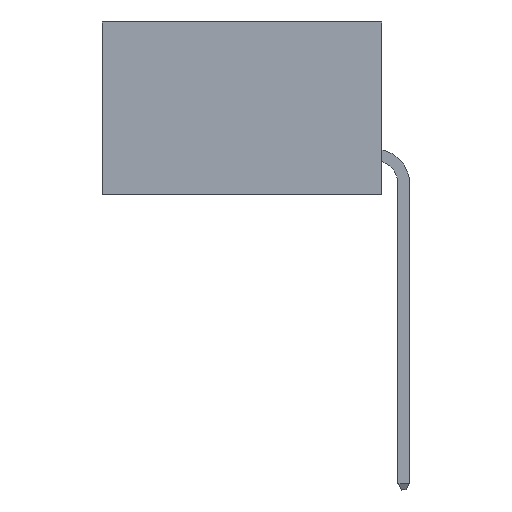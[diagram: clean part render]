
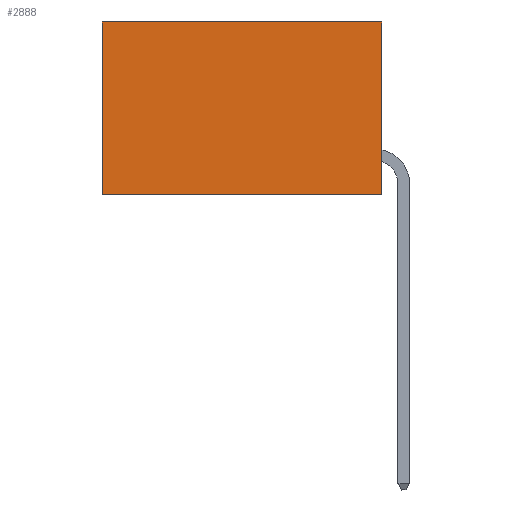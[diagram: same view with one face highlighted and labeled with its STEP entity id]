
A CAD part, left-side view. The second image highlights one B-rep face of the part: STEP entity #2888.
In plain terms, the highlighted planar face has unit normal (-1, 0, 0).
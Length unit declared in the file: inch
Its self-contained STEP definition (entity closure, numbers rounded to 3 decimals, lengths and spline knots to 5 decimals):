
#1197 = VERTEX_POINT ( 'NONE', #24469 ) ;
#2065 = EDGE_CURVE ( 'NONE', #37031, #7310, #3324, .T. ) ;
#2537 = VECTOR ( 'NONE', #36962, 39.37008 ) ;
#2888 = ADVANCED_FACE ( 'NONE', ( #3281 ), #34602, .F. ) ;
#3179 = VECTOR ( 'NONE', #29431, 39.37008 ) ;
#3281 = FACE_OUTER_BOUND ( 'NONE', #35005, .T. ) ;
#3324 = LINE ( 'NONE', #5519, #8501 ) ;
#4364 = CARTESIAN_POINT ( 'NONE',  ( 0.2875, 0., -0.37 ) ) ;
#4572 = DIRECTION ( 'NONE',  ( 0., 0., -1. ) ) ;
#5519 = CARTESIAN_POINT ( 'NONE',  ( 0.2875, 0.6, 0. ) ) ;
#6243 = ORIENTED_EDGE ( 'NONE', *, *, #2065, .T. ) ;
#6325 = CARTESIAN_POINT ( 'NONE',  ( 0.2875, 0., -0.37 ) ) ;
#6924 = EDGE_CURVE ( 'NONE', #1197, #37031, #21127, .T. ) ;
#7310 = VERTEX_POINT ( 'NONE', #25599 ) ;
#8501 = VECTOR ( 'NONE', #41362, 39.37008 ) ;
#10107 = EDGE_CURVE ( 'NONE', #1197, #39884, #33167, .T. ) ;
#11286 = LINE ( 'NONE', #4364, #2537 ) ;
#11958 = CARTESIAN_POINT ( 'NONE',  ( 0.2875, 0.6, 0. ) ) ;
#13225 = AXIS2_PLACEMENT_3D ( 'NONE', #37858, #28095, #4572 ) ;
#16650 = ORIENTED_EDGE ( 'NONE', *, *, #29663, .F. ) ;
#19706 = DIRECTION ( 'NONE',  ( 0., 0., -1. ) ) ;
#21127 = LINE ( 'NONE', #33175, #3179 ) ;
#24469 = CARTESIAN_POINT ( 'NONE',  ( 0.2875, 0., 0. ) ) ;
#25599 = CARTESIAN_POINT ( 'NONE',  ( 0.2875, 0.6, -0.37 ) ) ;
#26594 = CARTESIAN_POINT ( 'NONE',  ( 0.2875, 0., 0. ) ) ;
#28095 = DIRECTION ( 'NONE',  ( 1., 0., 0. ) ) ;
#29384 = ORIENTED_EDGE ( 'NONE', *, *, #6924, .T. ) ;
#29431 = DIRECTION ( 'NONE',  ( 0., 1., 0. ) ) ;
#29663 = EDGE_CURVE ( 'NONE', #39884, #7310, #11286, .T. ) ;
#33167 = LINE ( 'NONE', #26594, #39774 ) ;
#33175 = CARTESIAN_POINT ( 'NONE',  ( 0.2875, 0., 0. ) ) ;
#34602 = PLANE ( 'NONE',  #13225 ) ;
#35005 = EDGE_LOOP ( 'NONE', ( #6243, #16650, #38211, #29384 ) ) ;
#36962 = DIRECTION ( 'NONE',  ( 0., 1., 0. ) ) ;
#37031 = VERTEX_POINT ( 'NONE', #11958 ) ;
#37858 = CARTESIAN_POINT ( 'NONE',  ( 0.2875, 0., 0. ) ) ;
#38211 = ORIENTED_EDGE ( 'NONE', *, *, #10107, .F. ) ;
#39774 = VECTOR ( 'NONE', #19706, 39.37008 ) ;
#39884 = VERTEX_POINT ( 'NONE', #6325 ) ;
#41362 = DIRECTION ( 'NONE',  ( 0., 0., -1. ) ) ;
